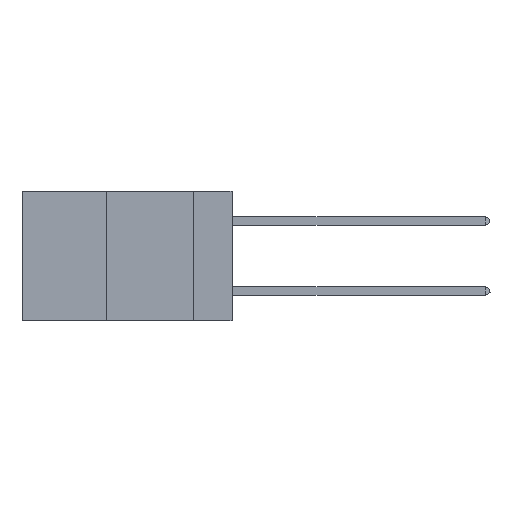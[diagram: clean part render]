
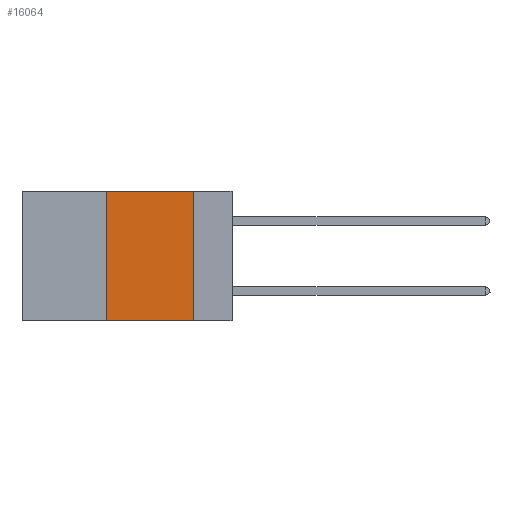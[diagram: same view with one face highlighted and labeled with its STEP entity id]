
A CAD part, left-side view. The second image highlights one B-rep face of the part: STEP entity #16064.
In plain terms, the highlighted planar face has unit normal (-1, 0, 0).
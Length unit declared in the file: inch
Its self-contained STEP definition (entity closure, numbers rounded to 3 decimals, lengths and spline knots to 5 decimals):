
#185 = AXIS2_PLACEMENT_3D ( 'NONE', #17303, #19261, #1123 ) ;
#1123 = DIRECTION ( 'NONE',  ( 0., 0., -1. ) ) ;
#1519 = CARTESIAN_POINT ( 'NONE',  ( 0., 0.11, 0. ) ) ;
#1709 = EDGE_CURVE ( 'NONE', #12071, #5641, #22511, .T. ) ;
#3766 = LINE ( 'NONE', #12218, #7715 ) ;
#4652 = CARTESIAN_POINT ( 'NONE',  ( 0., 0.11, 0. ) ) ;
#4805 = VECTOR ( 'NONE', #18803, 39.37008 ) ;
#4880 = EDGE_CURVE ( 'NONE', #8188, #5641, #9627, .T. ) ;
#5085 = VECTOR ( 'NONE', #16635, 39.37008 ) ;
#5641 = VERTEX_POINT ( 'NONE', #22815 ) ;
#5950 = ORIENTED_EDGE ( 'NONE', *, *, #1709, .F. ) ;
#7715 = VECTOR ( 'NONE', #10135, 39.37008 ) ;
#8188 = VERTEX_POINT ( 'NONE', #10924 ) ;
#9627 = LINE ( 'NONE', #14828, #5085 ) ;
#10135 = DIRECTION ( 'NONE',  ( 0., 0., 1. ) ) ;
#10924 = CARTESIAN_POINT ( 'NONE',  ( 0., 0.36, -0.37 ) ) ;
#11213 = ORIENTED_EDGE ( 'NONE', *, *, #18265, .F. ) ;
#11635 = FACE_OUTER_BOUND ( 'NONE', #21498, .T. ) ;
#11852 = VECTOR ( 'NONE', #14713, 39.37008 ) ;
#12071 = VERTEX_POINT ( 'NONE', #1519 ) ;
#12218 = CARTESIAN_POINT ( 'NONE',  ( 0., 0.36, 0. ) ) ;
#12927 = CARTESIAN_POINT ( 'NONE',  ( 0., 0.6, 0. ) ) ;
#13768 = PLANE ( 'NONE',  #185 ) ;
#14076 = LINE ( 'NONE', #12927, #11852 ) ;
#14713 = DIRECTION ( 'NONE',  ( 0., -1., 0. ) ) ;
#14828 = CARTESIAN_POINT ( 'NONE',  ( 0., 0.6, -0.37 ) ) ;
#16064 = ADVANCED_FACE ( 'NONE', ( #11635 ), #13768, .F. ) ;
#16635 = DIRECTION ( 'NONE',  ( 0., -1., 0. ) ) ;
#16713 = CARTESIAN_POINT ( 'NONE',  ( 0., 0.36, 0. ) ) ;
#17303 = CARTESIAN_POINT ( 'NONE',  ( 0., 0.6, 0. ) ) ;
#18265 = EDGE_CURVE ( 'NONE', #8188, #19332, #3766, .T. ) ;
#18803 = DIRECTION ( 'NONE',  ( 0., 0., -1. ) ) ;
#19261 = DIRECTION ( 'NONE',  ( 1., 0., 0. ) ) ;
#19332 = VERTEX_POINT ( 'NONE', #16713 ) ;
#19566 = ORIENTED_EDGE ( 'NONE', *, *, #20077, .F. ) ;
#20077 = EDGE_CURVE ( 'NONE', #19332, #12071, #14076, .T. ) ;
#21209 = ORIENTED_EDGE ( 'NONE', *, *, #4880, .T. ) ;
#21498 = EDGE_LOOP ( 'NONE', ( #5950, #19566, #11213, #21209 ) ) ;
#22511 = LINE ( 'NONE', #4652, #4805 ) ;
#22815 = CARTESIAN_POINT ( 'NONE',  ( 0., 0.11, -0.37 ) ) ;
